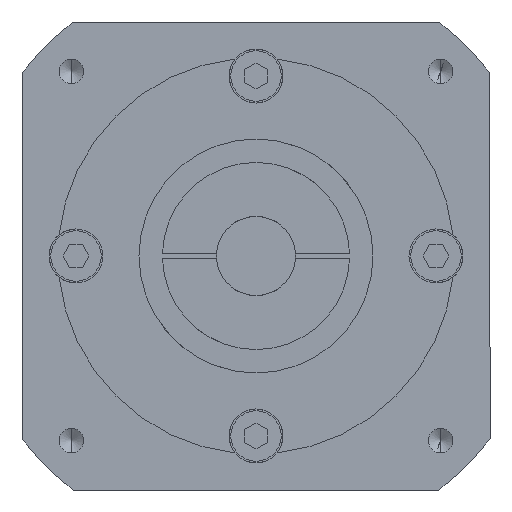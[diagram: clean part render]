
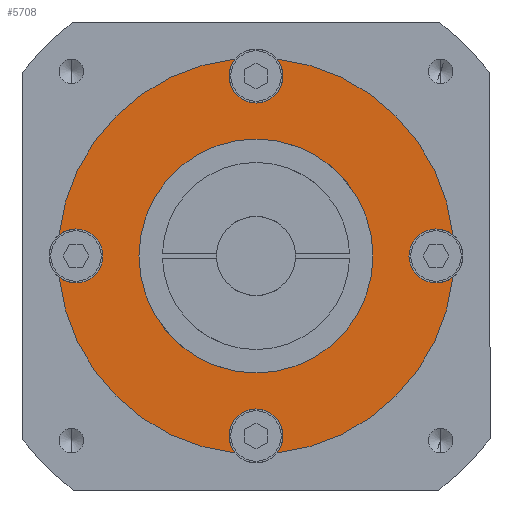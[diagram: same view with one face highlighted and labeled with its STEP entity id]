
A CAD part, front view. The second image highlights one B-rep face of the part: STEP entity #5708.
In plain terms, the highlighted planar face has unit normal (0, -1, 0).
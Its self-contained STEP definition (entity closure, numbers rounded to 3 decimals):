
#82 = AXIS2_PLACEMENT_3D ( 'NONE', #2687, #6526, #2024 ) ;
#157 = VERTEX_POINT ( 'NONE', #3907 ) ;
#206 = ORIENTED_EDGE ( 'NONE', *, *, #4035, .T. ) ;
#268 = EDGE_CURVE ( 'NONE', #3149, #4878, #3929, .T. ) ;
#317 = ORIENTED_EDGE ( 'NONE', *, *, #5648, .T. ) ;
#337 = AXIS2_PLACEMENT_3D ( 'NONE', #3804, #8291, #4435 ) ;
#368 = DIRECTION ( 'NONE',  ( 0., 0., -1. ) ) ;
#456 = AXIS2_PLACEMENT_3D ( 'NONE', #5130, #644, #4485 ) ;
#466 = CIRCLE ( 'NONE', #6159, 7.5 ) ;
#516 = CARTESIAN_POINT ( 'NONE',  ( 0., -32., 0. ) ) ;
#548 = VERTEX_POINT ( 'NONE', #551 ) ;
#551 = CARTESIAN_POINT ( 'NONE',  ( 0., -32., -42.5 ) ) ;
#566 = DIRECTION ( 'NONE',  ( 0., 0., -1. ) ) ;
#634 = AXIS2_PLACEMENT_3D ( 'NONE', #1427, #5851, #5206 ) ;
#644 = DIRECTION ( 'NONE',  ( 0., 1., 0. ) ) ;
#674 = DIRECTION ( 'NONE',  ( 0., 1., 0. ) ) ;
#692 = EDGE_CURVE ( 'NONE', #2414, #2843, #909, .T. ) ;
#693 = CARTESIAN_POINT ( 'NONE',  ( 50., -32., -7.5 ) ) ;
#851 = CARTESIAN_POINT ( 'NONE',  ( 50., -32., 0. ) ) ;
#882 = DIRECTION ( 'NONE',  ( 0., 0., -1. ) ) ;
#909 = CIRCLE ( 'NONE', #3164, 32.5 ) ;
#995 = DIRECTION ( 'NONE',  ( 0., -1., 0. ) ) ;
#1065 = CARTESIAN_POINT ( 'NONE',  ( -54.688, -32., -5.855 ) ) ;
#1067 = DIRECTION ( 'NONE',  ( 0., -1., 0. ) ) ;
#1161 = DIRECTION ( 'NONE',  ( 0., 0., -1. ) ) ;
#1165 = FACE_OUTER_BOUND ( 'NONE', #6305, .T. ) ;
#1180 = CARTESIAN_POINT ( 'NONE',  ( -5.855, -32., 54.688 ) ) ;
#1293 = ORIENTED_EDGE ( 'NONE', *, *, #4771, .T. ) ;
#1329 = EDGE_CURVE ( 'NONE', #3500, #3439, #5306, .T. ) ;
#1393 = DIRECTION ( 'NONE',  ( 0., 0., -1. ) ) ;
#1427 = CARTESIAN_POINT ( 'NONE',  ( 0., -32., 50. ) ) ;
#1523 = CIRCLE ( 'NONE', #6890, 55. ) ;
#1711 = CARTESIAN_POINT ( 'NONE',  ( -50., -32., 0. ) ) ;
#1803 = CARTESIAN_POINT ( 'NONE',  ( -50., -32., 7.5 ) ) ;
#1824 = EDGE_CURVE ( 'NONE', #4878, #3500, #7191, .T. ) ;
#1967 = CIRCLE ( 'NONE', #3357, 55. ) ;
#1987 = DIRECTION ( 'NONE',  ( 0., 1., 0. ) ) ;
#1989 = CARTESIAN_POINT ( 'NONE',  ( 5.855, -32., 54.687 ) ) ;
#2011 = EDGE_CURVE ( 'NONE', #2843, #2414, #7289, .T. ) ;
#2024 = DIRECTION ( 'NONE',  ( 0., 0., -1. ) ) ;
#2104 = AXIS2_PLACEMENT_3D ( 'NONE', #4518, #674, #5160 ) ;
#2181 = CARTESIAN_POINT ( 'NONE',  ( 54.688, -32., 5.855 ) ) ;
#2307 = ORIENTED_EDGE ( 'NONE', *, *, #692, .F. ) ;
#2344 = VERTEX_POINT ( 'NONE', #5230 ) ;
#2360 = DIRECTION ( 'NONE',  ( 0., 0., -1. ) ) ;
#2382 = DIRECTION ( 'NONE',  ( 0., 1., 0. ) ) ;
#2414 = VERTEX_POINT ( 'NONE', #6796 ) ;
#2520 = EDGE_CURVE ( 'NONE', #157, #6649, #1967, .T. ) ;
#2605 = VERTEX_POINT ( 'NONE', #5330 ) ;
#2687 = CARTESIAN_POINT ( 'NONE',  ( 0., -32., 0. ) ) ;
#2843 = VERTEX_POINT ( 'NONE', #3296 ) ;
#3020 = EDGE_CURVE ( 'NONE', #3439, #6323, #4111, .T. ) ;
#3103 = CIRCLE ( 'NONE', #4874, 7.5 ) ;
#3140 = AXIS2_PLACEMENT_3D ( 'NONE', #4839, #995, #5483 ) ;
#3146 = CARTESIAN_POINT ( 'NONE',  ( 0., -32., 42.5 ) ) ;
#3149 = VERTEX_POINT ( 'NONE', #1989 ) ;
#3164 = AXIS2_PLACEMENT_3D ( 'NONE', #7833, #3331, #4587 ) ;
#3280 = CIRCLE ( 'NONE', #2104, 7.5 ) ;
#3296 = CARTESIAN_POINT ( 'NONE',  ( 0., -32., -32.5 ) ) ;
#3313 = EDGE_LOOP ( 'NONE', ( #2307, #5842 ) ) ;
#3331 = DIRECTION ( 'NONE',  ( 0., -1., 0. ) ) ;
#3357 = AXIS2_PLACEMENT_3D ( 'NONE', #8061, #4218, #368 ) ;
#3390 = EDGE_CURVE ( 'NONE', #6649, #4312, #4494, .T. ) ;
#3439 = VERTEX_POINT ( 'NONE', #3680 ) ;
#3500 = VERTEX_POINT ( 'NONE', #1180 ) ;
#3513 = ORIENTED_EDGE ( 'NONE', *, *, #268, .T. ) ;
#3617 = EDGE_CURVE ( 'NONE', #6323, #2344, #3103, .T. ) ;
#3680 = CARTESIAN_POINT ( 'NONE',  ( -54.687, -32., 5.855 ) ) ;
#3693 = CIRCLE ( 'NONE', #4545, 7.5 ) ;
#3804 = CARTESIAN_POINT ( 'NONE',  ( 50., -32., 0. ) ) ;
#3907 = CARTESIAN_POINT ( 'NONE',  ( 5.855, -32., -54.688 ) ) ;
#3929 = CIRCLE ( 'NONE', #4327, 7.5 ) ;
#3963 = PLANE ( 'NONE',  #4691 ) ;
#4035 = EDGE_CURVE ( 'NONE', #2344, #4747, #3693, .T. ) ;
#4075 = AXIS2_PLACEMENT_3D ( 'NONE', #6236, #2382, #6864 ) ;
#4111 = CIRCLE ( 'NONE', #456, 7.5 ) ;
#4218 = DIRECTION ( 'NONE',  ( 0., -1., 0. ) ) ;
#4270 = CARTESIAN_POINT ( 'NONE',  ( 0., -32., 50. ) ) ;
#4312 = VERTEX_POINT ( 'NONE', #693 ) ;
#4327 = AXIS2_PLACEMENT_3D ( 'NONE', #4270, #4940, #6444 ) ;
#4410 = DIRECTION ( 'NONE',  ( 0., 1., 0. ) ) ;
#4435 = DIRECTION ( 'NONE',  ( 0., 0., -1. ) ) ;
#4485 = DIRECTION ( 'NONE',  ( 0., 0., -1. ) ) ;
#4494 = CIRCLE ( 'NONE', #5886, 7.5 ) ;
#4518 = CARTESIAN_POINT ( 'NONE',  ( 0., -32., -50. ) ) ;
#4545 = AXIS2_PLACEMENT_3D ( 'NONE', #1711, #6214, #2360 ) ;
#4587 = DIRECTION ( 'NONE',  ( 0., 0., -1. ) ) ;
#4605 = CARTESIAN_POINT ( 'NONE',  ( 0., -32., 0. ) ) ;
#4691 = AXIS2_PLACEMENT_3D ( 'NONE', #4605, #5248, #1393 ) ;
#4747 = VERTEX_POINT ( 'NONE', #1065 ) ;
#4771 = EDGE_CURVE ( 'NONE', #4312, #2605, #7827, .T. ) ;
#4839 = CARTESIAN_POINT ( 'NONE',  ( 0., -32., 0. ) ) ;
#4864 = ORIENTED_EDGE ( 'NONE', *, *, #5480, .T. ) ;
#4874 = AXIS2_PLACEMENT_3D ( 'NONE', #5834, #1987, #6479 ) ;
#4878 = VERTEX_POINT ( 'NONE', #3146 ) ;
#4909 = CARTESIAN_POINT ( 'NONE',  ( 0., -32., 0. ) ) ;
#4932 = AXIS2_PLACEMENT_3D ( 'NONE', #4909, #1067, #6846 ) ;
#4940 = DIRECTION ( 'NONE',  ( 0., 1., 0. ) ) ;
#5002 = DIRECTION ( 'NONE',  ( 0., -1., 0. ) ) ;
#5052 = CIRCLE ( 'NONE', #337, 7.5 ) ;
#5108 = ORIENTED_EDGE ( 'NONE', *, *, #5547, .T. ) ;
#5130 = CARTESIAN_POINT ( 'NONE',  ( -50., -32., 0. ) ) ;
#5160 = DIRECTION ( 'NONE',  ( 0., 0., -1. ) ) ;
#5206 = DIRECTION ( 'NONE',  ( 0., 0., -1. ) ) ;
#5230 = CARTESIAN_POINT ( 'NONE',  ( -50., -32., -7.5 ) ) ;
#5248 = DIRECTION ( 'NONE',  ( 0., -1., 0. ) ) ;
#5306 = CIRCLE ( 'NONE', #82, 55. ) ;
#5330 = CARTESIAN_POINT ( 'NONE',  ( 50., -32., 7.5 ) ) ;
#5416 = ORIENTED_EDGE ( 'NONE', *, *, #3617, .T. ) ;
#5480 = EDGE_CURVE ( 'NONE', #4747, #5819, #5994, .T. ) ;
#5483 = DIRECTION ( 'NONE',  ( 0., 0., -1. ) ) ;
#5547 = EDGE_CURVE ( 'NONE', #5819, #548, #466, .T. ) ;
#5641 = ORIENTED_EDGE ( 'NONE', *, *, #3020, .T. ) ;
#5648 = EDGE_CURVE ( 'NONE', #548, #157, #3280, .T. ) ;
#5708 = ADVANCED_FACE ( 'NONE', ( #7587, #1165 ), #3963, .T. ) ;
#5767 = ORIENTED_EDGE ( 'NONE', *, *, #1824, .T. ) ;
#5787 = ORIENTED_EDGE ( 'NONE', *, *, #6362, .T. ) ;
#5819 = VERTEX_POINT ( 'NONE', #6658 ) ;
#5834 = CARTESIAN_POINT ( 'NONE',  ( -50., -32., 0. ) ) ;
#5842 = ORIENTED_EDGE ( 'NONE', *, *, #2011, .F. ) ;
#5851 = DIRECTION ( 'NONE',  ( 0., 1., 0. ) ) ;
#5853 = VERTEX_POINT ( 'NONE', #2181 ) ;
#5886 = AXIS2_PLACEMENT_3D ( 'NONE', #851, #6697, #882 ) ;
#5978 = CARTESIAN_POINT ( 'NONE',  ( 54.688, -32., -5.855 ) ) ;
#5994 = CIRCLE ( 'NONE', #3140, 55. ) ;
#6159 = AXIS2_PLACEMENT_3D ( 'NONE', #8262, #4410, #566 ) ;
#6214 = DIRECTION ( 'NONE',  ( 0., 1., 0. ) ) ;
#6236 = CARTESIAN_POINT ( 'NONE',  ( 50., -32., 0. ) ) ;
#6305 = EDGE_LOOP ( 'NONE', ( #8293, #1293, #5787, #7838, #3513, #5767, #6838, #5641, #5416, #206, #4864, #5108, #317, #7892 ) ) ;
#6323 = VERTEX_POINT ( 'NONE', #1803 ) ;
#6362 = EDGE_CURVE ( 'NONE', #2605, #5853, #5052, .T. ) ;
#6444 = DIRECTION ( 'NONE',  ( 0., 0., -1. ) ) ;
#6479 = DIRECTION ( 'NONE',  ( 0., 0., -1. ) ) ;
#6526 = DIRECTION ( 'NONE',  ( 0., -1., 0. ) ) ;
#6649 = VERTEX_POINT ( 'NONE', #5978 ) ;
#6658 = CARTESIAN_POINT ( 'NONE',  ( -5.855, -32., -54.687 ) ) ;
#6697 = DIRECTION ( 'NONE',  ( 0., 1., 0. ) ) ;
#6796 = CARTESIAN_POINT ( 'NONE',  ( 0., -32., 32.5 ) ) ;
#6838 = ORIENTED_EDGE ( 'NONE', *, *, #1329, .T. ) ;
#6846 = DIRECTION ( 'NONE',  ( 0., 0., -1. ) ) ;
#6864 = DIRECTION ( 'NONE',  ( 0., 0., -1. ) ) ;
#6890 = AXIS2_PLACEMENT_3D ( 'NONE', #516, #5002, #1161 ) ;
#7065 = EDGE_CURVE ( 'NONE', #5853, #3149, #1523, .T. ) ;
#7191 = CIRCLE ( 'NONE', #634, 7.5 ) ;
#7289 = CIRCLE ( 'NONE', #4932, 32.5 ) ;
#7587 = FACE_BOUND ( 'NONE', #3313, .T. ) ;
#7827 = CIRCLE ( 'NONE', #4075, 7.5 ) ;
#7833 = CARTESIAN_POINT ( 'NONE',  ( 0., -32., 0. ) ) ;
#7838 = ORIENTED_EDGE ( 'NONE', *, *, #7065, .T. ) ;
#7892 = ORIENTED_EDGE ( 'NONE', *, *, #2520, .T. ) ;
#8061 = CARTESIAN_POINT ( 'NONE',  ( 0., -32., 0. ) ) ;
#8262 = CARTESIAN_POINT ( 'NONE',  ( 0., -32., -50. ) ) ;
#8291 = DIRECTION ( 'NONE',  ( 0., 1., 0. ) ) ;
#8293 = ORIENTED_EDGE ( 'NONE', *, *, #3390, .T. ) ;
